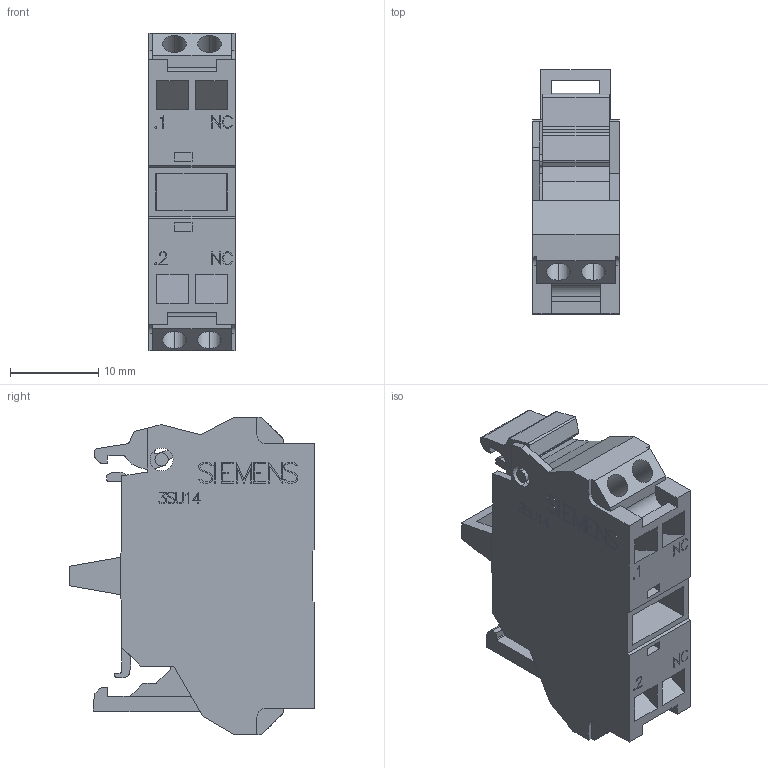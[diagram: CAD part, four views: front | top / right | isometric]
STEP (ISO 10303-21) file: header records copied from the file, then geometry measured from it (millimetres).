
FILE_DESCRIPTION(('no description'),'unknown implementation level');
FILE_NAME('1030_3SU1400-1AA10-3CA0_3D_v.stp',' ',('SIEMENS A&D'),('CADClick - KiM GmbH - www.kimweb.de'),'unknown preprocess','ACIS','unknown authorization');
FILE_SCHEMA(('automotive_design'));
Length unit declared in the file: millimetre
Products named in the file (1): 0
Bounding box: 9.8 x 27.7 x 36 mm (x, y, z)
Volume: 5680.7 mm3; surface area: 4316.1 mm2
Topology: 1 solids, 1 shells, 602 faces, 1706 edges, 1137 vertices
Faces by surface type: plane 554, cylinder 48
Entity records: 38269 total; most frequent: STYLED_ITEM 3446, PRESENTATION_STYLE_ASSIGNMENT 3446, CARTESIAN_POINT 3446, COLOUR_RGB 3446, ORIENTED_EDGE 3412, DIRECTION 3008, EDGE_CURVE 1706, CURVE_STYLE 1706
